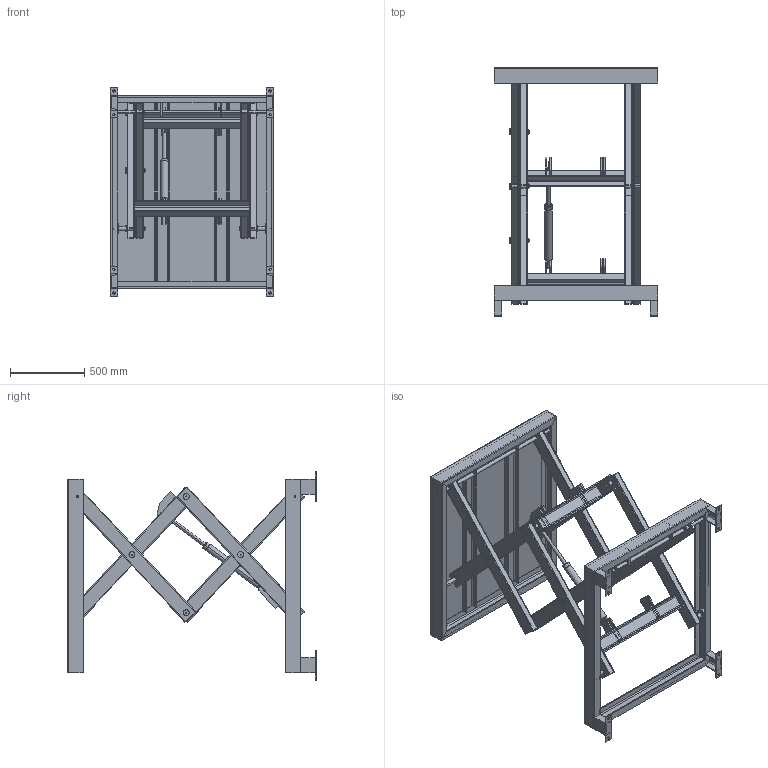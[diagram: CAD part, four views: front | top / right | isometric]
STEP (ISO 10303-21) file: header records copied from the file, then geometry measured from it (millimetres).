
FILE_DESCRIPTION (( 'STEP AP203' ), '1' );
FILE_NAME ('hidrolik platform_montaj_2_2.STEP', '2014-11-08T11:45:39', ( '' ), ( '' ), 'SwSTEP 2.0', 'SolidWorks 2013', '' );
FILE_SCHEMA (( 'CONFIG_CONTROL_DESIGN' ));
Length unit declared in the file: millimetre
Products named in the file (78): burç_9; burç_3; pul_3; hidrolik boru 鏰p50_1_黶t; platform kaldýrma tekerleði_1; burç_11_yan11; alt ayak sacý_200x50x5_(2); burç_5_yan5; 1300x100 u profil_黶t_1; burç_10; burç_4; civata_3; 1300x100 u profil_1; kutu profil birleþim mil_1; tekerlek montaj_1; burç_12_yan12; 100 l黭 u profil_1200mm_黶t_1; burç_4_yan4; 1300x100 u profil_黶t_2; 1300x100 u profil_2; burç_5; pul_4; atl mil_1; pul_1; tekerlek montaj_1_yan1; tekerlek montaj_2_yan2; 100 l黭 u profil_1200mm_黶t_2; burç_6_yan6; 1100x100 u profil_黶t_1; platform kaldýrma tekerleði_2; 1100x100x50_3. kutu profil; civata_4; burç_1; civata_1; 1100x100x50_1. kutu profil_yan1; hidrolik_silindir_yerleþimi_100 u profil alt_774mm_1; altve 黶t mil i鏸n feder_1; burç_7_yan7; 1100x100 u profil_黶t_2; radial ball bearing_68_din_DIN 625 - 6004 - 12,SI,NC,12_68 ...
Assembly tree (101 placements, depth 3):
  hidrolik platform_montaj_2_2
    1300x100 u profil_1
    atl mil_1
    burç_1  x2
    1100x100 u profil_2
    1100x100 u profil_1
    1100x100x50_1. kutu profil
    1100x100x50_2. kutu profil
    burç_3
    burç_4
    burç_5
    1100x100x50_3. kutu profil
    burç_6
    1100x100x50_4. kutu profil
    burç_7
    burç_8
    burç_9
    burç_10
    1300x100 u profil_2
    tekerlek montaj_2
      platform kaldýrma tekerleði_2
      radial ball bearing_68_din_DIN 625 - 6004 - 12,SI,NC,12_68  x2
      platform kaldýrma tekerleði mili_2
    burç_11
    burç_12
    1300x100 u profil_黶t_1
    1300x100 u profil_黶t_2
    1100x100 u profil_黶t_1
    1100x100 u profil_黶t_2
    黶t mil_2
    100mm u profil alt ayak1  x2
    100mm u profil alt ayak2  x2
    alt ayak sacý_200x50x5_(1)  x2
    alt ayak sacý_200x50x5_(2)  x2
    100 l黭 u profil_1200mm_黶t_1
    100 l黭 u profil_1200mm_黶t_2
    altve 黶t mil i鏸n feder_1  x2
    altve 黶t mil i鏸n feder_3
    altve 黶t mil i鏸n feder_4
    1300x1100x3 mm masa_mm_olan
    tekerlek montaj_1
      radial ball bearing_68_din_DIN 625 - 6004 - 12,SI,NC,12_68  x2
      platform kaldýrma tekerleði mili_1
      platform kaldýrma tekerleði_1
    tekerlek montaj_1_yan1
      radial ball bearing_68_din_DIN 625 - 6004 - 12,SI,NC,12_68  x2
      platform kaldýrma tekerleði mili_1
      platform kaldýrma tekerleði_1
    1100x100x50_1. kutu profil_yan1
    burç_1_yan1
    1100x100x50_2. kutu profil_yan2
    burç_2_yan2
    burç_3_yan3
    1100x100x50_3. kutu profil_yan3
    burç_5_yan5
    burç_4_yan4
    burç_6_yan6
    burç_7_yan7
    1100x100x50_4. kutu profil_yan4
    burç_8_yan8
Bounding box: 1100 x 1669.02 x 1400 mm (x, y, z)
Volume: 33763820.8 mm3; surface area: 14285023.1 mm2
Topology: 97 solids, 97 shells, 1610 faces, 3611 edges, 2292 vertices
Faces by surface type: cylinder 715, plane 597, cone 188, torus 108, sphere 2
Entity records: 43954 total; most frequent: CARTESIAN_POINT 6609, DIRECTION 6438, ORIENTED_EDGE 5424, EDGE_CURVE 2712, AXIS2_PLACEMENT_3D 2533, VERTEX_POINT 1738, EDGE_LOOP 1470, LINE 1372
